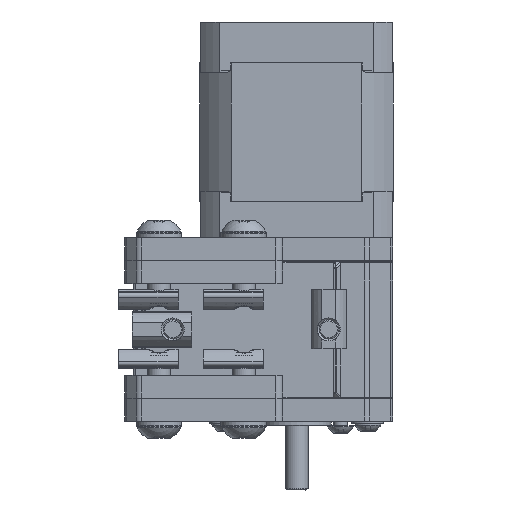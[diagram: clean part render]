
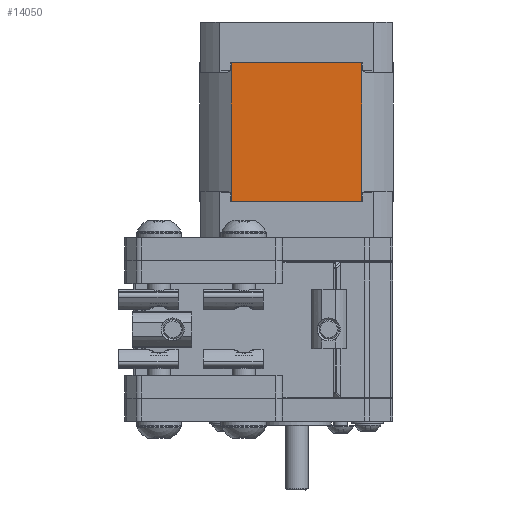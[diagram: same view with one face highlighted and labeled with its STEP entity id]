
A CAD part, left-side view. The second image highlights one B-rep face of the part: STEP entity #14050.
In plain terms, the highlighted face is planar.
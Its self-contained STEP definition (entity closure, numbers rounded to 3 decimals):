
#2848=FACE_OUTER_BOUND('',#3753,.T.);
#3753=EDGE_LOOP('',(#12565,#12566,#12567,#12568,#12569,#12570,#12571,#12572,
#12573,#12574,#12575,#12576));
#4705=LINE('',#25933,#5746);
#4711=LINE('',#25963,#5752);
#4723=LINE('',#26001,#5764);
#4725=LINE('',#26006,#5766);
#4727=LINE('',#26012,#5768);
#4785=LINE('',#26218,#5826);
#4786=LINE('',#26223,#5827);
#4787=LINE('',#26227,#5828);
#4789=LINE('',#26235,#5830);
#4791=LINE('',#26239,#5832);
#4792=LINE('',#26241,#5833);
#4801=LINE('',#26272,#5842);
#5746=VECTOR('',#19882,5.724);
#5752=VECTOR('',#19906,30.2);
#5764=VECTOR('',#19946,0.1);
#5766=VECTOR('',#19950,5.724);
#5768=VECTOR('',#19956,0.1);
#5826=VECTOR('',#20154,30.2);
#5827=VECTOR('',#20161,17.012);
#5828=VECTOR('',#20166,0.1);
#5830=VECTOR('',#20172,0.1);
#5832=VECTOR('',#20178,5.724);
#5833=VECTOR('',#20181,5.724);
#5842=VECTOR('',#20216,17.012);
#6962=VERTEX_POINT('',#25930);
#6963=VERTEX_POINT('',#25932);
#6972=VERTEX_POINT('',#25962);
#6984=VERTEX_POINT('',#25999);
#6986=VERTEX_POINT('',#26005);
#6988=VERTEX_POINT('',#26011);
#7053=VERTEX_POINT('',#26215);
#7054=VERTEX_POINT('',#26217);
#7055=VERTEX_POINT('',#26221);
#7056=VERTEX_POINT('',#26225);
#7059=VERTEX_POINT('',#26232);
#7060=VERTEX_POINT('',#26234);
#8780=EDGE_CURVE('',#6962,#6963,#4705,.T.);
#8793=EDGE_CURVE('',#6963,#6972,#4711,.T.);
#8813=EDGE_CURVE('',#6962,#6984,#4723,.T.);
#8815=EDGE_CURVE('',#6972,#6986,#4725,.T.);
#8818=EDGE_CURVE('',#6988,#6986,#4727,.T.);
#8915=EDGE_CURVE('',#7054,#7053,#4785,.T.);
#8918=EDGE_CURVE('',#6984,#7055,#4786,.T.);
#8920=EDGE_CURVE('',#7055,#7056,#4787,.T.);
#8923=EDGE_CURVE('',#7060,#7059,#4789,.T.);
#8926=EDGE_CURVE('',#7053,#7060,#4791,.T.);
#8927=EDGE_CURVE('',#7056,#7054,#4792,.T.);
#8942=EDGE_CURVE('',#7059,#6988,#4801,.T.);
#12565=ORIENTED_EDGE('',*,*,#8918,.T.);
#12566=ORIENTED_EDGE('',*,*,#8920,.T.);
#12567=ORIENTED_EDGE('',*,*,#8927,.T.);
#12568=ORIENTED_EDGE('',*,*,#8915,.T.);
#12569=ORIENTED_EDGE('',*,*,#8926,.T.);
#12570=ORIENTED_EDGE('',*,*,#8923,.T.);
#12571=ORIENTED_EDGE('',*,*,#8942,.T.);
#12572=ORIENTED_EDGE('',*,*,#8818,.T.);
#12573=ORIENTED_EDGE('',*,*,#8815,.F.);
#12574=ORIENTED_EDGE('',*,*,#8793,.F.);
#12575=ORIENTED_EDGE('',*,*,#8780,.F.);
#12576=ORIENTED_EDGE('',*,*,#8813,.T.);
#13284=PLANE('',#15951);
#14050=ADVANCED_FACE('',(#2848),#13284,.T.);
#15951=AXIS2_PLACEMENT_3D('',#26271,#20214,#20215);
#19882=DIRECTION('',(0.,1.,0.));
#19906=DIRECTION('',(0.,0.,-1.));
#19946=DIRECTION('',(0.,0.,1.));
#19950=DIRECTION('',(0.,-1.,0.));
#19956=DIRECTION('',(0.,0.,1.));
#20154=DIRECTION('',(0.,0.,-1.));
#20161=DIRECTION('',(0.,-1.,0.));
#20166=DIRECTION('',(0.,0.,-1.));
#20172=DIRECTION('',(0.,0.,-1.));
#20178=DIRECTION('',(0.,1.,0.));
#20181=DIRECTION('',(0.,-1.,0.));
#20214=DIRECTION('center_axis',(1.,0.,0.));
#20215=DIRECTION('ref_axis',(0.,0.,
-1.));
#20216=DIRECTION('',(0.,1.,0.));
#25930=CARTESIAN_POINT('',(21.1,8.506,10.66));
#25932=CARTESIAN_POINT('',(21.1,14.23,10.66));
#25933=CARTESIAN_POINT('',(21.1,8.506,10.66));
#25962=CARTESIAN_POINT('',(21.1,14.23,-19.54));
#25963=CARTESIAN_POINT('',(21.1,14.23,10.66));
#25999=CARTESIAN_POINT('',(21.1,8.506,10.76));
#26001=CARTESIAN_POINT('',(21.1,8.506,10.66));
#26005=CARTESIAN_POINT('',(21.1,8.506,-19.54));
#26006=CARTESIAN_POINT('',(21.1,14.23,-19.54));
#26011=CARTESIAN_POINT('',(21.1,8.506,-19.64));
#26012=CARTESIAN_POINT('',(21.1,8.506,-19.64));
#26215=CARTESIAN_POINT('',(21.1,-14.23,-19.54));
#26217=CARTESIAN_POINT('',(21.1,-14.23,10.66));
#26218=CARTESIAN_POINT('',(21.1,-14.23,10.66));
#26221=CARTESIAN_POINT('',(21.1,-8.506,10.76));
#26223=CARTESIAN_POINT('',(21.1,8.506,10.76));
#26225=CARTESIAN_POINT('',(21.1,-8.506,10.66));
#26227=CARTESIAN_POINT('',(21.1,-8.506,10.76));
#26232=CARTESIAN_POINT('',(21.1,-8.506,-19.64));
#26234=CARTESIAN_POINT('',(21.1,-8.506,-19.54));
#26235=CARTESIAN_POINT('',(21.1,-8.506,-19.54));
#26239=CARTESIAN_POINT('',(21.1,-14.23,-19.54));
#26241=CARTESIAN_POINT('',(21.1,-8.506,10.66));
#26271=CARTESIAN_POINT('Origin',(21.1,-14.231,10.761));
#26272=CARTESIAN_POINT('',(21.1,-8.506,-19.64));
